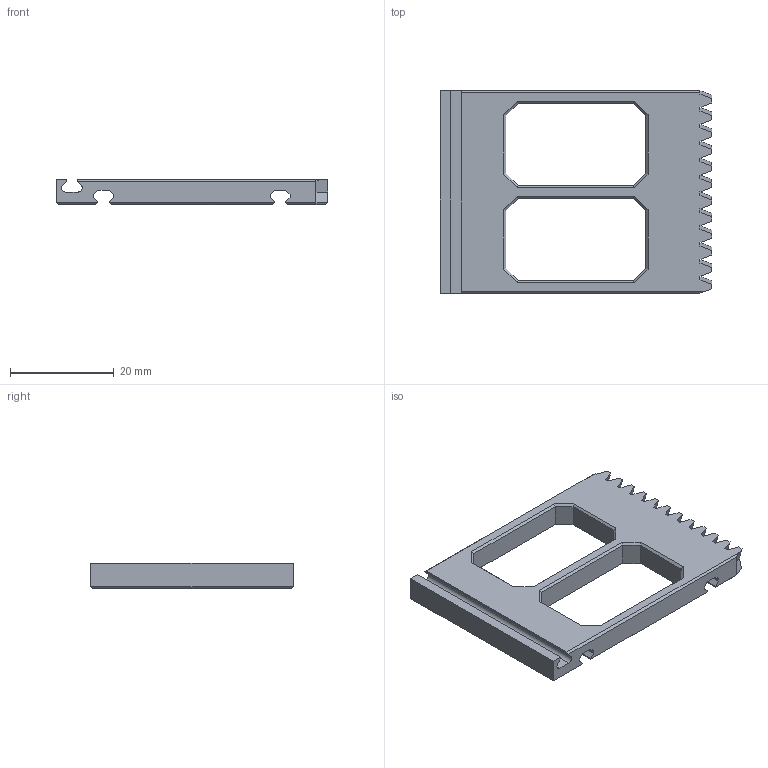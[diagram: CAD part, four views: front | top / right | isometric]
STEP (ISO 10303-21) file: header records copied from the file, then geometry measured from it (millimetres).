
FILE_DESCRIPTION(('FreeCAD Model'),'2;1');
FILE_NAME('Open CASCADE Shape Model','2023-02-02T18:03:25',(''),(''), 'Open CASCADE STEP processor 7.6','FreeCAD','Unknown');
FILE_SCHEMA(('AUTOMOTIVE_DESIGN { 1 0 10303 214 1 1 1 1 }'));
Length unit declared in the file: millimetre
Products named in the file (1): tray__+mesh
Bounding box: 52.25 x 39.01 x 5 mm (x, y, z)
Volume: 4781.2 mm3; surface area: 4798.4 mm2
Topology: 1 solids, 1 shells, 260 faces, 647 edges, 389 vertices
Faces by surface type: plane 164, bspline 94, cylinder 2
Entity records: 7220 total; most frequent: CARTESIAN_POINT 1790, ORIENTED_EDGE 1294, DIRECTION 774, EDGE_CURVE 647, LINE 432, VECTOR 432, VERTEX_POINT 389, FACE_BOUND 264
